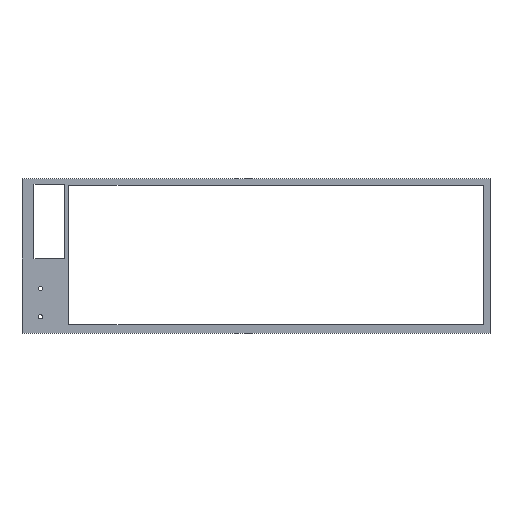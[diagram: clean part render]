
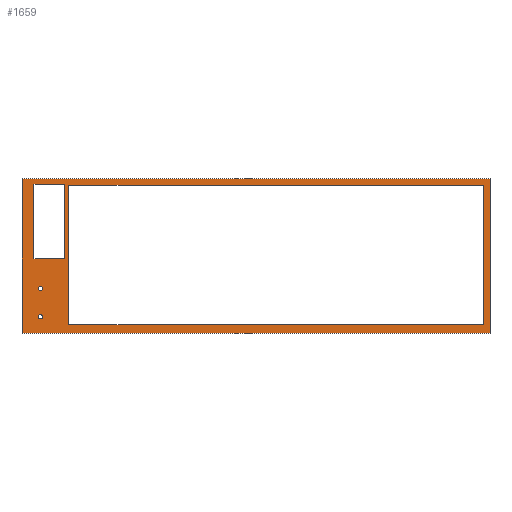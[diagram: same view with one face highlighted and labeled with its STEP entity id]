
A CAD part, top view. The second image highlights one B-rep face of the part: STEP entity #1659.
In plain terms, the highlighted planar face has unit normal (0, 0, 1).
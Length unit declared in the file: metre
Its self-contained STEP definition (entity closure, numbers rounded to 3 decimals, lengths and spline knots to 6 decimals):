
#16=CIRCLE('',#1760,0.001524);
#17=CIRCLE('',#1762,0.001524);
#134=ORIENTED_EDGE('',*,*,#567,.F.);
#135=ORIENTED_EDGE('',*,*,#570,.T.);
#136=ORIENTED_EDGE('',*,*,#572,.T.);
#137=ORIENTED_EDGE('',*,*,#576,.F.);
#138=ORIENTED_EDGE('',*,*,#575,.F.);
#139=ORIENTED_EDGE('',*,*,#574,.F.);
#140=ORIENTED_EDGE('',*,*,#560,.F.);
#141=ORIENTED_EDGE('',*,*,#563,.T.);
#142=ORIENTED_EDGE('',*,*,#565,.T.);
#143=ORIENTED_EDGE('',*,*,#573,.F.);
#144=ORIENTED_EDGE('',*,*,#553,.F.);
#145=ORIENTED_EDGE('',*,*,#556,.T.);
#146=ORIENTED_EDGE('',*,*,#558,.T.);
#147=ORIENTED_EDGE('',*,*,#577,.F.);
#553=EDGE_CURVE('',#787,#788,#944,.T.);
#556=EDGE_CURVE('',#787,#789,#947,.T.);
#558=EDGE_CURVE('',#789,#790,#949,.T.);
#560=EDGE_CURVE('',#791,#792,#951,.T.);
#563=EDGE_CURVE('',#791,#793,#954,.T.);
#565=EDGE_CURVE('',#793,#794,#956,.T.);
#567=EDGE_CURVE('',#795,#796,#958,.T.);
#570=EDGE_CURVE('',#795,#797,#961,.T.);
#572=EDGE_CURVE('',#797,#798,#963,.T.);
#573=EDGE_CURVE('',#792,#794,#964,.T.);
#574=EDGE_CURVE('',#799,#799,#16,.T.);
#575=EDGE_CURVE('',#800,#800,#17,.T.);
#576=EDGE_CURVE('',#796,#798,#965,.T.);
#577=EDGE_CURVE('',#788,#790,#966,.T.);
#787=VERTEX_POINT('',#2390);
#788=VERTEX_POINT('',#2392);
#789=VERTEX_POINT('',#2396);
#790=VERTEX_POINT('',#2400);
#791=VERTEX_POINT('',#2404);
#792=VERTEX_POINT('',#2406);
#793=VERTEX_POINT('',#2410);
#794=VERTEX_POINT('',#2414);
#795=VERTEX_POINT('',#2418);
#796=VERTEX_POINT('',#2420);
#797=VERTEX_POINT('',#2424);
#798=VERTEX_POINT('',#2428);
#799=VERTEX_POINT('',#2434);
#800=VERTEX_POINT('',#2437);
#944=LINE('',#2391,#1175);
#947=LINE('',#2397,#1178);
#949=LINE('',#2401,#1180);
#951=LINE('',#2405,#1182);
#954=LINE('',#2411,#1185);
#956=LINE('',#2415,#1187);
#958=LINE('',#2419,#1189);
#961=LINE('',#2425,#1192);
#963=LINE('',#2429,#1194);
#964=LINE('',#2431,#1195);
#965=LINE('',#2439,#1196);
#966=LINE('',#2441,#1197);
#1175=VECTOR('',#1912,1.);
#1178=VECTOR('',#1917,1.);
#1180=VECTOR('',#1921,1.);
#1182=VECTOR('',#1925,1.);
#1185=VECTOR('',#1930,1.);
#1187=VECTOR('',#1934,1.);
#1189=VECTOR('',#1938,1.);
#1192=VECTOR('',#1943,1.);
#1194=VECTOR('',#1947,1.);
#1195=VECTOR('',#1950,1.);
#1196=VECTOR('',#1961,1.);
#1197=VECTOR('',#1964,1.);
#1369=EDGE_LOOP('',(#134,#135,#136,#137));
#1370=EDGE_LOOP('',(#138));
#1371=EDGE_LOOP('',(#139));
#1372=EDGE_LOOP('',(#140,#141,#142,#143));
#1373=EDGE_LOOP('',(#144,#145,#146,#147));
#1476=FACE_BOUND('',#1369,.T.);
#1477=FACE_BOUND('',#1370,.T.);
#1478=FACE_BOUND('',#1371,.T.);
#1479=FACE_BOUND('',#1372,.T.);
#1480=FACE_BOUND('',#1373,.T.);
#1570=PLANE('',#1765);
#1659=ADVANCED_FACE('',(#1476,#1477,#1478,#1479,#1480),#1570,.T.);
#1760=AXIS2_PLACEMENT_3D('',#2433,#1953,#1954);
#1762=AXIS2_PLACEMENT_3D('',#2436,#1957,#1958);
#1765=AXIS2_PLACEMENT_3D('',#2442,#1965,#1966);
#1912=DIRECTION('',(1.,0.,0.));
#1917=DIRECTION('',(0.,-1.,0.));
#1921=DIRECTION('',(1.,0.,0.));
#1925=DIRECTION('',(-1.,0.,0.));
#1930=DIRECTION('',(0.,-1.,0.));
#1934=DIRECTION('',(-1.,0.,0.));
#1938=DIRECTION('',(0.,-1.,0.));
#1943=DIRECTION('',(1.,0.,0.));
#1947=DIRECTION('',(0.,-1.,0.));
#1950=DIRECTION('',(0.,-1.,0.));
#1953=DIRECTION('',(0.,0.,1.));
#1954=DIRECTION('',(0.,-1.,0.));
#1957=DIRECTION('',(0.,0.,1.));
#1958=DIRECTION('',(0.,-1.,0.));
#1961=DIRECTION('',(1.,0.,0.));
#1964=DIRECTION('',(0.,-1.,0.));
#1965=DIRECTION('',(0.,0.,1.));
#1966=DIRECTION('',(1.,0.,0.));
#2390=CARTESIAN_POINT('',(-0.004179,-0.023955,0.0127));
#2391=CARTESIAN_POINT('',(0.155918,-0.023955,0.0127));
#2392=CARTESIAN_POINT('',(0.316014,-0.023955,0.0127));
#2396=CARTESIAN_POINT('',(-0.004179,-0.129555,0.0127));
#2397=CARTESIAN_POINT('',(-0.004179,-0.076755,0.0127));
#2400=CARTESIAN_POINT('',(0.316014,-0.129555,0.0127));
#2401=CARTESIAN_POINT('',(0.155918,-0.129555,0.0127));
#2404=CARTESIAN_POINT('',(0.025049,-0.027552,0.0127));
#2405=CARTESIAN_POINT('',(0.014533,-0.027552,0.0127));
#2406=CARTESIAN_POINT('',(0.004018,-0.027552,0.0127));
#2410=CARTESIAN_POINT('',(0.025049,-0.078649,0.0127));
#2411=CARTESIAN_POINT('',(0.025049,-0.053101,0.0127));
#2414=CARTESIAN_POINT('',(0.004018,-0.078649,0.0127));
#2415=CARTESIAN_POINT('',(0.014533,-0.078649,0.0127));
#2418=CARTESIAN_POINT('',(0.02793,-0.028316,0.0127));
#2419=CARTESIAN_POINT('',(0.02793,-0.076081,0.0127));
#2420=CARTESIAN_POINT('',(0.02793,-0.123845,0.0127));
#2424=CARTESIAN_POINT('',(0.31158,-0.028316,0.0127));
#2425=CARTESIAN_POINT('',(0.169755,-0.028316,0.0127));
#2428=CARTESIAN_POINT('',(0.31158,-0.123845,0.0127));
#2429=CARTESIAN_POINT('',(0.31158,-0.076081,0.0127));
#2431=CARTESIAN_POINT('',(0.004018,-0.053101,0.0127));
#2433=CARTESIAN_POINT('',(0.0085,-0.099,0.0127));
#2434=CARTESIAN_POINT('',(0.0085,-0.100524,0.0127));
#2436=CARTESIAN_POINT('',(0.0084,-0.1183,0.0127));
#2437=CARTESIAN_POINT('',(0.0084,-0.119824,0.0127));
#2439=CARTESIAN_POINT('',(0.169755,-0.123845,0.0127));
#2441=CARTESIAN_POINT('',(0.316014,-0.076755,0.0127));
#2442=CARTESIAN_POINT('',(0.155918,-0.076755,0.0127));
